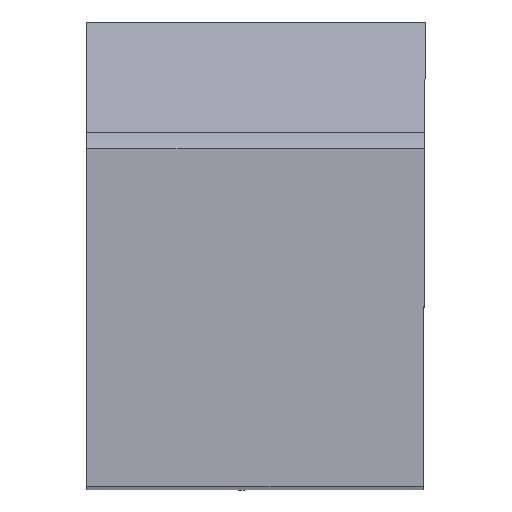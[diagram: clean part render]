
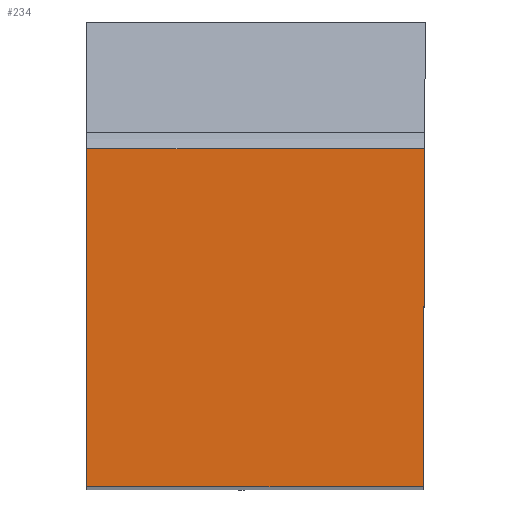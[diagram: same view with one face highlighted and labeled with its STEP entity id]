
A CAD part, top view. The second image highlights one B-rep face of the part: STEP entity #234.
In plain terms, the highlighted planar face has unit normal (0, 0, 1).
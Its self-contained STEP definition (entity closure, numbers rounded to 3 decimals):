
#234=ADVANCED_FACE('CU_BACK_SU1',(#357),#309,.F.);
#309=PLANE('',#1625);
#357=FACE_OUTER_BOUND('',#436,.T.);
#436=EDGE_LOOP('',(#650,#651,#652,#653));
#650=ORIENTED_EDGE('',*,*,#1110,.T.);
#651=ORIENTED_EDGE('',*,*,#1115,.T.);
#652=ORIENTED_EDGE('',*,*,#1124,.T.);
#653=ORIENTED_EDGE('',*,*,#1122,.F.);
#965=VERTEX_POINT('',#2232);
#966=VERTEX_POINT('',#2234);
#970=VERTEX_POINT('',#2243);
#971=VERTEX_POINT('',#2249);
#1110=EDGE_CURVE('',#966,#965,#1299,.T.);
#1115=EDGE_CURVE('',#965,#970,#1303,.T.);
#1122=EDGE_CURVE('',#966,#971,#1309,.T.);
#1124=EDGE_CURVE('',#970,#971,#1311,.T.);
#1299=LINE('',#2233,#1428);
#1303=LINE('',#2244,#1432);
#1309=LINE('',#2255,#1438);
#1311=LINE('',#2258,#1440);
#1428=VECTOR('',#1796,1.);
#1432=VECTOR('',#1804,1.);
#1438=VECTOR('',#1814,1.);
#1440=VECTOR('',#1818,1.);
#1625=AXIS2_PLACEMENT_3D('',#2275,#1845,#1846);
#1796=DIRECTION('',(1.,0.,0.));
#1804=DIRECTION('',(0.004,1.,0.));
#1814=DIRECTION('',(0.,1.,0.));
#1818=DIRECTION('',(-1.,0.,0.));
#1845=DIRECTION('',(0.,0.,-1.));
#1846=DIRECTION('',(0.,-1.,0.));
#2232=CARTESIAN_POINT('',(-0.109,0.,0.));
#2233=CARTESIAN_POINT('',(23.244,0.,0.));
#2234=CARTESIAN_POINT('',(-24.875,0.,0.));
#2243=CARTESIAN_POINT('',(0.,24.875,0.));
#2244=CARTESIAN_POINT('',(0.088,44.976,0.));
#2249=CARTESIAN_POINT('',(-24.875,24.875,0.));
#2255=CARTESIAN_POINT('',(-24.875,44.875,0.));
#2258=CARTESIAN_POINT('',(23.244,24.875,0.));
#2275=CARTESIAN_POINT('',(23.244,44.875,0.));
